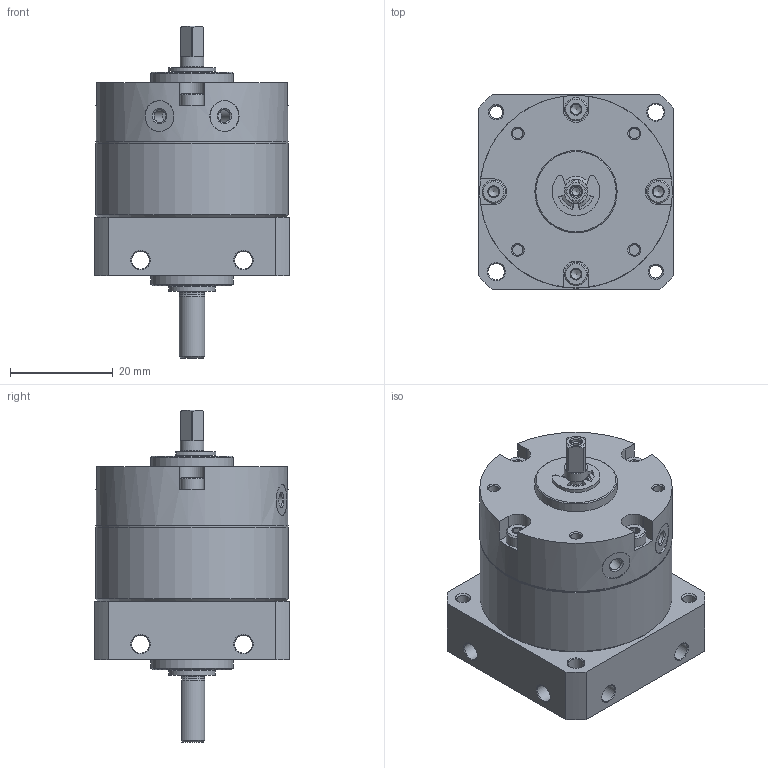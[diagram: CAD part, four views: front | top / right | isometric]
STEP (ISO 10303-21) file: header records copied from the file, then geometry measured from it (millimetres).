
FILE_DESCRIPTION(/* description */ ('STEP AP214'),/* implementation_level */ '2;1');
FILE_NAME(/* name */ '1564407_DSM-T-8-180-P',/* time_stamp */ '2024-08-21T19:50:36+02:00',/* author */ ('License CC BY-ND 4.0'),/* organization */ ('CADENAS'),/* preprocessor_version */ 'ST-DEVELOPER v19.3',/* originating_system */ 'PARTsolutions',/* authorisation */ ' ');
FILE_SCHEMA (('AUTOMOTIVE_DESIGN {1 0 10303 214 3 1 1}'));
Length unit declared in the file: millimetre
Products named in the file (3): 1564407 DSM-T-8-180-P---(90); 1564407 DSM-T-8-180-P---(90_RZ); 1564407 DSM-T-8-180-P---(K)
Assembly tree (2 placements, depth 2):
  1564407 DSM-T-8-180-P---(90)
    1564407 DSM-T-8-180-P---(90_RZ)
    1564407 DSM-T-8-180-P---(K)
Bounding box: 38 x 38 x 64.5 mm (x, y, z)
Volume: 38879.1 mm3; surface area: 15025.2 mm2
Topology: 2 solids, 2 shells, 271 faces, 631 edges, 374 vertices
Faces by surface type: plane 124, cone 74, cylinder 71, torus 2
Full cylindrical faces by diameter (mm): 1.567 x1, 2.013 x4, 2.2 x1, 2.459 x4, 3.2 x2, 3.5 x12, 4 x1, 4.5 x4, 4.6 x1, 4.8 x1, 6 x3, 9 x1, 16 x2, 37.2 x1, 37.4 x2
Entity records: 7305 total; most frequent: CARTESIAN_POINT 1336, DIRECTION 1302, ORIENTED_EDGE 1064, AXIS2_PLACEMENT_3D 539, EDGE_CURVE 532, FACE_BOUND 398, EDGE_LOOP 393, VERTEX_POINT 362
